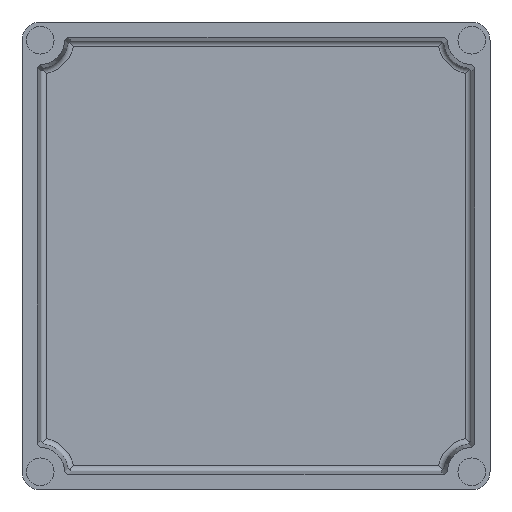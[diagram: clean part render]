
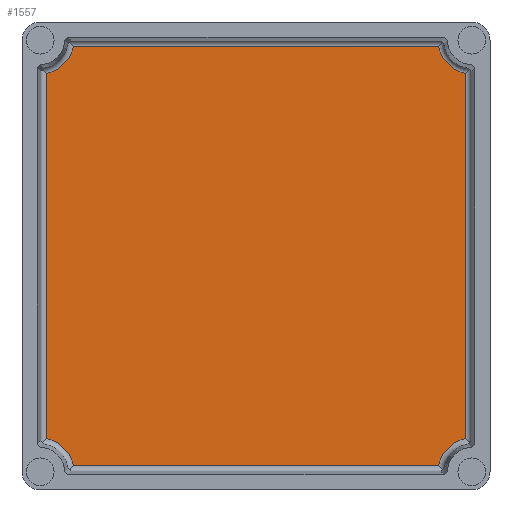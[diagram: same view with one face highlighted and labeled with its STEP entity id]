
A CAD part, front view. The second image highlights one B-rep face of the part: STEP entity #1557.
In plain terms, the highlighted planar face has unit normal (0, -1, 0).
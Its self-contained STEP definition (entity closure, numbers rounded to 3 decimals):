
#10 = ORIENTED_EDGE ( 'NONE', *, *, #3787, .T. ) ;
#113 = EDGE_CURVE ( 'NONE', #4757, #2366, #3873, .T. ) ;
#174 = DIRECTION ( 'NONE',  ( 0., 1., 0. ) ) ;
#302 = CIRCLE ( 'NONE', #3803, 20.052 ) ;
#368 = CARTESIAN_POINT ( 'NONE',  ( 108.502, 26.8, -124.448 ) ) ;
#406 = CIRCLE ( 'NONE', #4389, 20.052 ) ;
#548 = DIRECTION ( 'NONE',  ( 0., 1., 0. ) ) ;
#564 = DIRECTION ( 'NONE',  ( 0., 0., 1. ) ) ;
#570 = DIRECTION ( 'NONE',  ( 0., 0., 1. ) ) ;
#576 = EDGE_CURVE ( 'NONE', #2366, #2755, #302, .T. ) ;
#596 = CARTESIAN_POINT ( 'NONE',  ( 124.448, 26.8, 109.579 ) ) ;
#618 = VERTEX_POINT ( 'NONE', #2614 ) ;
#646 = ORIENTED_EDGE ( 'NONE', *, *, #4910, .T. ) ;
#698 = VECTOR ( 'NONE', #4556, 1000. ) ;
#708 = DIRECTION ( 'NONE',  ( 0., 0., -1. ) ) ;
#972 = DIRECTION ( 'NONE',  ( -1., 0., 0. ) ) ;
#1056 = CIRCLE ( 'NONE', #4269, 20.052 ) ;
#1141 = CIRCLE ( 'NONE', #3894, 20.052 ) ;
#1206 = VERTEX_POINT ( 'NONE', #4305 ) ;
#1299 = DIRECTION ( 'NONE',  ( 0., 1., 0. ) ) ;
#1502 = ORIENTED_EDGE ( 'NONE', *, *, #3361, .T. ) ;
#1557 = ADVANCED_FACE ( 'NONE', ( #1708 ), #3445, .F. ) ;
#1672 = CARTESIAN_POINT ( 'NONE',  ( 124.448, 26.8, 108.502 ) ) ;
#1708 = FACE_OUTER_BOUND ( 'NONE', #4324, .T. ) ;
#1770 = CARTESIAN_POINT ( 'NONE',  ( 109.579, 26.8, -124.448 ) ) ;
#1874 = VERTEX_POINT ( 'NONE', #1895 ) ;
#1895 = CARTESIAN_POINT ( 'NONE',  ( -124.448, 26.8, -108.502 ) ) ;
#2017 = ORIENTED_EDGE ( 'NONE', *, *, #5146, .T. ) ;
#2135 = CARTESIAN_POINT ( 'NONE',  ( 128.2, 26.8, -128.2 ) ) ;
#2152 = AXIS2_PLACEMENT_3D ( 'NONE', #3018, #2293, #5105 ) ;
#2181 = VERTEX_POINT ( 'NONE', #1672 ) ;
#2293 = DIRECTION ( 'NONE',  ( 0., 1., 0. ) ) ;
#2304 = CARTESIAN_POINT ( 'NONE',  ( -124.448, 26.8, 108.502 ) ) ;
#2366 = VERTEX_POINT ( 'NONE', #3536 ) ;
#2370 = ORIENTED_EDGE ( 'NONE', *, *, #113, .T. ) ;
#2614 = CARTESIAN_POINT ( 'NONE',  ( 124.448, 26.8, -108.502 ) ) ;
#2673 = LINE ( 'NONE', #1770, #698 ) ;
#2740 = LINE ( 'NONE', #596, #4748 ) ;
#2755 = VERTEX_POINT ( 'NONE', #2304 ) ;
#2828 = DIRECTION ( 'NONE',  ( 0., 0., 1. ) ) ;
#3018 = CARTESIAN_POINT ( 'NONE',  ( 128.2, 26.8, -128.2 ) ) ;
#3035 = ORIENTED_EDGE ( 'NONE', *, *, #3872, .T. ) ;
#3175 = ORIENTED_EDGE ( 'NONE', *, *, #576, .T. ) ;
#3356 = CARTESIAN_POINT ( 'NONE',  ( -109.579, 26.8, 124.448 ) ) ;
#3361 = EDGE_CURVE ( 'NONE', #1874, #1206, #406, .T. ) ;
#3367 = VECTOR ( 'NONE', #972, 1000. ) ;
#3368 = CARTESIAN_POINT ( 'NONE',  ( -128.2, 26.8, 128.2 ) ) ;
#3445 = PLANE ( 'NONE',  #2152 ) ;
#3536 = CARTESIAN_POINT ( 'NONE',  ( -108.502, 26.8, 124.448 ) ) ;
#3638 = CARTESIAN_POINT ( 'NONE',  ( -128.2, 26.8, -128.2 ) ) ;
#3670 = CARTESIAN_POINT ( 'NONE',  ( 128.2, 26.8, 128.2 ) ) ;
#3743 = DIRECTION ( 'NONE',  ( 0., 0., 1. ) ) ;
#3787 = EDGE_CURVE ( 'NONE', #2181, #4757, #1141, .T. ) ;
#3803 = AXIS2_PLACEMENT_3D ( 'NONE', #3368, #174, #570 ) ;
#3872 = EDGE_CURVE ( 'NONE', #1206, #5028, #2673, .T. ) ;
#3873 = LINE ( 'NONE', #3356, #3367 ) ;
#3894 = AXIS2_PLACEMENT_3D ( 'NONE', #3670, #1299, #4918 ) ;
#4102 = LINE ( 'NONE', #4294, #5053 ) ;
#4227 = EDGE_CURVE ( 'NONE', #618, #2181, #2740, .T. ) ;
#4269 = AXIS2_PLACEMENT_3D ( 'NONE', #2135, #548, #3743 ) ;
#4294 = CARTESIAN_POINT ( 'NONE',  ( -124.448, 26.8, -109.579 ) ) ;
#4305 = CARTESIAN_POINT ( 'NONE',  ( -108.502, 26.8, -124.448 ) ) ;
#4324 = EDGE_LOOP ( 'NONE', ( #646, #1502, #3035, #2017, #4548, #10, #2370, #3175 ) ) ;
#4389 = AXIS2_PLACEMENT_3D ( 'NONE', #3638, #4843, #2828 ) ;
#4548 = ORIENTED_EDGE ( 'NONE', *, *, #4227, .T. ) ;
#4556 = DIRECTION ( 'NONE',  ( 1., 0., 0. ) ) ;
#4748 = VECTOR ( 'NONE', #564, 1000. ) ;
#4757 = VERTEX_POINT ( 'NONE', #5022 ) ;
#4843 = DIRECTION ( 'NONE',  ( 0., 1., 0. ) ) ;
#4910 = EDGE_CURVE ( 'NONE', #2755, #1874, #4102, .T. ) ;
#4918 = DIRECTION ( 'NONE',  ( 0., 0., 1. ) ) ;
#5022 = CARTESIAN_POINT ( 'NONE',  ( 108.502, 26.8, 124.448 ) ) ;
#5028 = VERTEX_POINT ( 'NONE', #368 ) ;
#5053 = VECTOR ( 'NONE', #708, 1000. ) ;
#5105 = DIRECTION ( 'NONE',  ( 0., 0., 1. ) ) ;
#5146 = EDGE_CURVE ( 'NONE', #5028, #618, #1056, .T. ) ;
